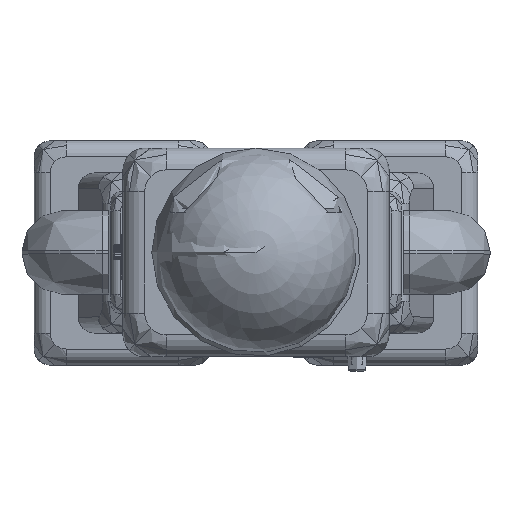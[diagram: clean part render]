
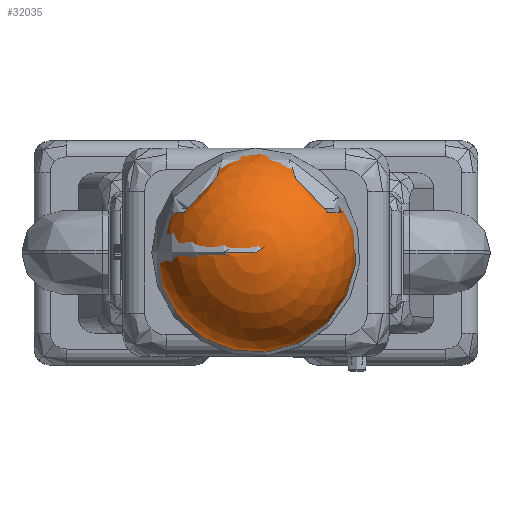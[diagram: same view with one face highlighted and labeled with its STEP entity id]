
A CAD part, top view. The second image highlights one B-rep face of the part: STEP entity #32035.
In plain terms, the highlighted spherical face has radius 31.3 mm.
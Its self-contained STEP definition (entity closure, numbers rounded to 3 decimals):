
#90=SPHERICAL_SURFACE('',#34634,31.3);
#391=B_SPLINE_CURVE_WITH_KNOTS('',3,(#58457,#58458,#58459,#58460,#58461,
#58462,#58463,#58464,#58465,#58466,#58467,#58468,#58469,#58470,#58471,#58472,
#58473,#58474,#58475,#58476,#58477,#58478,#58479,#58480,#58481,#58482,#58483,
#58484,#58485,#58486,#58487,#58488,#58489),.UNSPECIFIED.,.F.,.F.,(4,3,2,
2,2,2,2,2,2,2,2,2,2,2,2,4),(6.499,6.508,6.979,
7.45,7.88,8.311,8.685,9.06,
9.387,9.714,10.073,10.433,10.918,
11.404,11.88,12.034),.UNSPECIFIED.);
#392=B_SPLINE_CURVE_WITH_KNOTS('',3,(#58493,#58494,#58495,#58496,#58497,
#58498,#58499,#58500,#58501,#58502,#58503,#58504,#58505,#58506,#58507,#58508,
#58509,#58510,#58511,#58512,#58513,#58514,#58515,#58516,#58517,#58518,#58519,
#58520,#58521,#58522,#58523,#58524,#58525),.UNSPECIFIED.,.F.,.F.,(4,2,2,
2,2,2,3,2,2,2,2,2,2,2,2,4),(4.188,4.342,4.818,
5.304,5.789,6.149,6.508,6.835,
7.162,7.536,7.911,8.342,8.772,
9.243,9.714,9.723),.UNSPECIFIED.);
#1060=FACE_BOUND('',#6043,.T.);
#1061=FACE_BOUND('',#6044,.T.);
#4036=FACE_OUTER_BOUND('',#6042,.T.);
#6042=EDGE_LOOP('',(#28494,#28495,#28496,#28497));
#6043=EDGE_LOOP('',(#28498,#28499));
#6044=EDGE_LOOP('',(#28500,#28501));
#13158=CIRCLE('',#34624,28.782);
#13161=CIRCLE('',#34629,28.782);
#13162=CIRCLE('',#34632,31.277);
#13163=CIRCLE('',#34633,31.277);
#13164=CIRCLE('',#34635,31.3);
#15981=VERTEX_POINT('',#58449);
#15982=VERTEX_POINT('',#58450);
#15983=VERTEX_POINT('',#58454);
#15984=VERTEX_POINT('',#58455);
#15985=VERTEX_POINT('',#58527);
#15986=VERTEX_POINT('',#58528);
#15987=VERTEX_POINT('',#58532);
#20212=EDGE_CURVE('',#15981,#15982,#13158,.T.);
#20215=EDGE_CURVE('',#15983,#15984,#391,.F.);
#20216=EDGE_CURVE('',#15984,#15983,#13161,.T.);
#20217=EDGE_CURVE('',#15982,#15981,#392,.F.);
#20218=EDGE_CURVE('',#15985,#15986,#13162,.T.);
#20219=EDGE_CURVE('',#15986,#15985,#13163,.T.);
#20220=EDGE_CURVE('',#15986,#15987,#13164,.T.);
#28494=ORIENTED_EDGE('',*,*,#20218,.T.);
#28495=ORIENTED_EDGE('',*,*,#20220,.T.);
#28496=ORIENTED_EDGE('',*,*,#20220,.F.);
#28497=ORIENTED_EDGE('',*,*,#20219,.T.);
#28498=ORIENTED_EDGE('',*,*,#20212,.F.);
#28499=ORIENTED_EDGE('',*,*,#20217,.F.);
#28500=ORIENTED_EDGE('',*,*,#20215,.F.);
#28501=ORIENTED_EDGE('',*,*,#20216,.F.);
#32035=ADVANCED_FACE('',(#4036,#1060,#1061),#90,.F.);
#34624=AXIS2_PLACEMENT_3D('',#58451,#42221,#42222);
#34629=AXIS2_PLACEMENT_3D('',#58491,#42231,#42232);
#34632=AXIS2_PLACEMENT_3D('',#58529,#42237,#42238);
#34633=AXIS2_PLACEMENT_3D('',#58530,#42239,#42240);
#34634=AXIS2_PLACEMENT_3D('',#58531,#42241,#42242);
#34635=AXIS2_PLACEMENT_3D('',#58533,#42243,#42244);
#42221=DIRECTION('center_axis',(0.,-1.,0.));
#42222=DIRECTION('ref_axis',(0.,0.,-1.));
#42231=DIRECTION('center_axis',(0.,-1.,0.));
#42232=DIRECTION('ref_axis',(0.,0.,-1.));
#42237=DIRECTION('center_axis',(0.,0.,-1.));
#42238=DIRECTION('ref_axis',(0.,-1.,0.));
#42239=DIRECTION('center_axis',(0.,0.,-1.));
#42240=DIRECTION('ref_axis',(0.,-1.,0.));
#42241=DIRECTION('center_axis',(0.,0.,1.));
#42242=DIRECTION('ref_axis',(1.,0.,0.));
#42243=DIRECTION('center_axis',(0.,1.,0.));
#42244=DIRECTION('ref_axis',(-1.,0.,0.));
#58449=CARTESIAN_POINT('',(-22.54,12.3,53.85));
#58450=CARTESIAN_POINT('',(-26.804,12.3,46.437));
#58451=CARTESIAN_POINT('Origin',(0.,12.3,35.952));
#58454=CARTESIAN_POINT('',(22.54,12.3,53.85));
#58455=CARTESIAN_POINT('',(26.804,12.3,46.437));
#58457=CARTESIAN_POINT('Ctrl Pts',(26.804,12.3,46.437));
#58458=CARTESIAN_POINT('Ctrl Pts',(26.805,12.32,46.413));
#58459=CARTESIAN_POINT('Ctrl Pts',(26.805,12.34,46.389));
#58460=CARTESIAN_POINT('Ctrl Pts',(26.805,12.36,46.366));
#58461=CARTESIAN_POINT('Ctrl Pts',(26.805,13.371,45.166));
#58462=CARTESIAN_POINT('Ctrl Pts',(26.556,14.583,43.995));
#58463=CARTESIAN_POINT('Ctrl Pts',(25.636,17.043,41.858));
#58464=CARTESIAN_POINT('Ctrl Pts',(24.96,18.294,40.9));
#58465=CARTESIAN_POINT('Ctrl Pts',(23.471,20.462,39.446));
#58466=CARTESIAN_POINT('Ctrl Pts',(22.556,21.568,38.804));
#58467=CARTESIAN_POINT('Ctrl Pts',(20.458,23.658,37.913));
#58468=CARTESIAN_POINT('Ctrl Pts',(19.275,24.643,37.666));
#58469=CARTESIAN_POINT('Ctrl Pts',(17.088,26.198,37.666));
#58470=CARTESIAN_POINT('Ctrl Pts',(15.939,26.902,37.856));
#58471=CARTESIAN_POINT('Ctrl Pts',(13.733,28.018,38.75));
#58472=CARTESIAN_POINT('Ctrl Pts',(12.677,28.43,39.456));
#58473=CARTESIAN_POINT('Ctrl Pts',(11.083,28.833,41.118));
#58474=CARTESIAN_POINT('Ctrl Pts',(10.437,28.884,42.1));
#58475=CARTESIAN_POINT('Ctrl Pts',(9.599,28.646,44.213));
#58476=CARTESIAN_POINT('Ctrl Pts',(9.405,28.359,45.344));
#58477=CARTESIAN_POINT('Ctrl Pts',(9.405,27.561,47.488));
#58478=CARTESIAN_POINT('Ctrl Pts',(9.632,26.982,48.622));
#58479=CARTESIAN_POINT('Ctrl Pts',(10.446,25.626,50.633));
#58480=CARTESIAN_POINT('Ctrl Pts',(11.029,24.848,51.511));
#58481=CARTESIAN_POINT('Ctrl Pts',(12.485,23.055,53.124));
#58482=CARTESIAN_POINT('Ctrl Pts',(13.542,21.866,53.874));
#58483=CARTESIAN_POINT('Ctrl Pts',(15.8,19.395,54.844));
#58484=CARTESIAN_POINT('Ctrl Pts',(16.999,18.111,55.066));
#58485=CARTESIAN_POINT('Ctrl Pts',(19.187,15.771,55.066));
#58486=CARTESIAN_POINT('Ctrl Pts',(20.357,14.516,54.856));
#58487=CARTESIAN_POINT('Ctrl Pts',(21.835,12.998,54.235));
#58488=CARTESIAN_POINT('Ctrl Pts',(22.191,12.639,54.057));
#58489=CARTESIAN_POINT('Ctrl Pts',(22.54,12.3,53.85));
#58491=CARTESIAN_POINT('Origin',(0.,12.3,35.952));
#58493=CARTESIAN_POINT('Ctrl Pts',(-22.54,12.3,53.85));
#58494=CARTESIAN_POINT('Ctrl Pts',(-22.191,12.639,54.057));
#58495=CARTESIAN_POINT('Ctrl Pts',(-21.835,12.998,54.235));
#58496=CARTESIAN_POINT('Ctrl Pts',(-20.357,14.516,54.856));
#58497=CARTESIAN_POINT('Ctrl Pts',(-19.187,15.771,55.066));
#58498=CARTESIAN_POINT('Ctrl Pts',(-16.999,18.111,55.066));
#58499=CARTESIAN_POINT('Ctrl Pts',(-15.8,19.395,54.844));
#58500=CARTESIAN_POINT('Ctrl Pts',(-13.542,21.866,53.874));
#58501=CARTESIAN_POINT('Ctrl Pts',(-12.485,23.055,53.124));
#58502=CARTESIAN_POINT('Ctrl Pts',(-11.029,24.848,51.511));
#58503=CARTESIAN_POINT('Ctrl Pts',(-10.446,25.626,50.633));
#58504=CARTESIAN_POINT('Ctrl Pts',(-9.632,26.982,48.622));
#58505=CARTESIAN_POINT('Ctrl Pts',(-9.405,27.561,47.488));
#58506=CARTESIAN_POINT('Ctrl Pts',(-9.405,27.979,46.366));
#58507=CARTESIAN_POINT('Ctrl Pts',(-9.405,28.359,45.344));
#58508=CARTESIAN_POINT('Ctrl Pts',(-9.599,28.646,44.213));
#58509=CARTESIAN_POINT('Ctrl Pts',(-10.437,28.884,42.1));
#58510=CARTESIAN_POINT('Ctrl Pts',(-11.083,28.833,41.118));
#58511=CARTESIAN_POINT('Ctrl Pts',(-12.677,28.43,39.456));
#58512=CARTESIAN_POINT('Ctrl Pts',(-13.733,28.018,38.75));
#58513=CARTESIAN_POINT('Ctrl Pts',(-15.939,26.902,37.856));
#58514=CARTESIAN_POINT('Ctrl Pts',(-17.088,26.198,37.666));
#58515=CARTESIAN_POINT('Ctrl Pts',(-19.275,24.643,37.666));
#58516=CARTESIAN_POINT('Ctrl Pts',(-20.458,23.658,37.913));
#58517=CARTESIAN_POINT('Ctrl Pts',(-22.556,21.568,38.804));
#58518=CARTESIAN_POINT('Ctrl Pts',(-23.471,20.462,39.446));
#58519=CARTESIAN_POINT('Ctrl Pts',(-24.96,18.294,40.9));
#58520=CARTESIAN_POINT('Ctrl Pts',(-25.636,17.043,41.858));
#58521=CARTESIAN_POINT('Ctrl Pts',(-26.556,14.583,43.995));
#58522=CARTESIAN_POINT('Ctrl Pts',(-26.805,13.371,45.166));
#58523=CARTESIAN_POINT('Ctrl Pts',(-26.805,12.34,46.389));
#58524=CARTESIAN_POINT('Ctrl Pts',(-26.805,12.32,46.413));
#58525=CARTESIAN_POINT('Ctrl Pts',(-26.804,12.3,46.437));
#58527=CARTESIAN_POINT('',(0.,31.277,37.152));
#58528=CARTESIAN_POINT('',(-31.277,0.,37.152));
#58529=CARTESIAN_POINT('Origin',(0.,0.,37.152));
#58530=CARTESIAN_POINT('Origin',(0.,0.,37.152));
#58531=CARTESIAN_POINT('Origin',(0.,0.,35.952));
#58532=CARTESIAN_POINT('',(0.,0.,
67.252));
#58533=CARTESIAN_POINT('Origin',(0.,0.,35.952));
